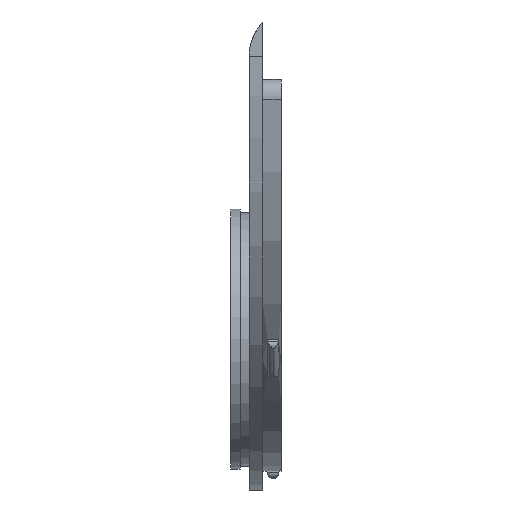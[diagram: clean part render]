
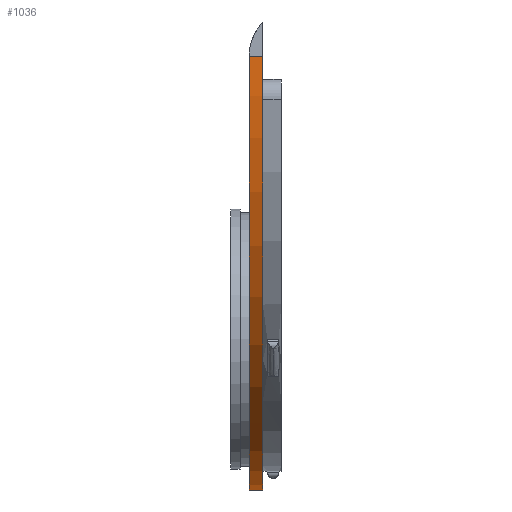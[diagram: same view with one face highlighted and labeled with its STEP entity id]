
A CAD part, left-side view. The second image highlights one B-rep face of the part: STEP entity #1036.
In plain terms, the highlighted free-form (B-spline) face has degree [3, 1] with [4, 2] control points.
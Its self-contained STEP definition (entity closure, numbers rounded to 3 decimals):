
#95 = CARTESIAN_POINT ( 'NONE',  ( -83., 3., -85.65 ) ) ;
#114 = CARTESIAN_POINT ( 'NONE',  ( 0., 3., -125. ) ) ;
#121 =( BOUNDED_SURFACE ( )  B_SPLINE_SURFACE ( 3, 1, ( 
 ( #2638, #1703 ),
 ( #1975, #398 ),
 ( #1468, #2740 ),
 ( #1083, #1640 ) ),
 .UNSPECIFIED., .F., .F., .F. ) 
 B_SPLINE_SURFACE_WITH_KNOTS ( ( 4, 4 ),
 ( 2, 2 ),
 ( 0., 1. ),
 ( 0., 1. ),
 .UNSPECIFIED. ) 
 GEOMETRIC_REPRESENTATION_ITEM ( )  RATIONAL_B_SPLINE_SURFACE ( (
 ( 1., 1.),
 ( 0.805, 0.805),
 ( 0.805, 0.805),
 ( 1., 1.) ) ) 
 REPRESENTATION_ITEM ( '' )  SURFACE ( )  );
#199 = VERTEX_POINT ( 'NONE', #114 ) ;
#398 = CARTESIAN_POINT ( 'NONE',  ( -48.62, 0., -125. ) ) ;
#521 = CARTESIAN_POINT ( 'NONE',  ( -83., 0., -30. ) ) ;
#651 = EDGE_LOOP ( 'NONE', ( #2293, #1266, #1928, #3390 ) ) ;
#715 = CARTESIAN_POINT ( 'NONE',  ( 0., 3., -125. ) ) ;
#1011 = CARTESIAN_POINT ( 'NONE',  ( -83., 0., -85.65 ) ) ;
#1036 = ADVANCED_FACE ( 'NONE', ( #3230 ), #121, .F. ) ;
#1061 = VERTEX_POINT ( 'NONE', #3874 ) ;
#1083 = CARTESIAN_POINT ( 'NONE',  ( -83., 3., -30. ) ) ;
#1153 =( BOUNDED_CURVE ( )  B_SPLINE_CURVE ( 3, ( #2909, #3217, #1011, #2542 ),
 .UNSPECIFIED., .F., .F. ) 
 B_SPLINE_CURVE_WITH_KNOTS ( ( 4, 4 ),
 ( 0., 1.571 ),
 .UNSPECIFIED. ) 
 CURVE ( )  GEOMETRIC_REPRESENTATION_ITEM ( )  RATIONAL_B_SPLINE_CURVE ( ( 1., 0.805, 0.805, 1. ) ) 
 REPRESENTATION_ITEM ( '' )  );
#1258 = EDGE_CURVE ( 'NONE', #1061, #3002, #1153, .T. ) ;
#1266 = ORIENTED_EDGE ( 'NONE', *, *, #3123, .T. ) ;
#1292 = DIRECTION ( 'NONE',  ( 0., -1., 0. ) ) ;
#1353 = CARTESIAN_POINT ( 'NONE',  ( -83., 3., -30. ) ) ;
#1468 = CARTESIAN_POINT ( 'NONE',  ( -83., 3., -85.65 ) ) ;
#1640 = CARTESIAN_POINT ( 'NONE',  ( -83., 0., -30. ) ) ;
#1703 = CARTESIAN_POINT ( 'NONE',  ( 0., 0., -125. ) ) ;
#1708 = CARTESIAN_POINT ( 'NONE',  ( -48.62, 3., -125. ) ) ;
#1793 = EDGE_CURVE ( 'NONE', #199, #3422, #1813, .T. ) ;
#1813 =( BOUNDED_CURVE ( )  B_SPLINE_CURVE ( 3, ( #715, #1708, #95, #1353 ),
 .UNSPECIFIED., .F., .F. ) 
 B_SPLINE_CURVE_WITH_KNOTS ( ( 4, 4 ),
 ( 0., 1.571 ),
 .UNSPECIFIED. ) 
 CURVE ( )  GEOMETRIC_REPRESENTATION_ITEM ( )  RATIONAL_B_SPLINE_CURVE ( ( 1., 0.805, 0.805, 1. ) ) 
 REPRESENTATION_ITEM ( '' )  );
#1928 = ORIENTED_EDGE ( 'NONE', *, *, #1258, .T. ) ;
#1975 = CARTESIAN_POINT ( 'NONE',  ( -48.62, 3., -125. ) ) ;
#2005 = CARTESIAN_POINT ( 'NONE',  ( -83., 3., -30. ) ) ;
#2293 = ORIENTED_EDGE ( 'NONE', *, *, #1793, .F. ) ;
#2468 = CARTESIAN_POINT ( 'NONE',  ( 0., 3., -125. ) ) ;
#2487 = DIRECTION ( 'NONE',  ( 0., -1., 0. ) ) ;
#2537 = LINE ( 'NONE', #3195, #2969 ) ;
#2542 = CARTESIAN_POINT ( 'NONE',  ( -83., 0., -30. ) ) ;
#2638 = CARTESIAN_POINT ( 'NONE',  ( 0., 3., -125. ) ) ;
#2740 = CARTESIAN_POINT ( 'NONE',  ( -83., 0., -85.65 ) ) ;
#2776 = VECTOR ( 'NONE', #2487, 1000. ) ;
#2909 = CARTESIAN_POINT ( 'NONE',  ( 0., 0., -125. ) ) ;
#2969 = VECTOR ( 'NONE', #1292, 1000. ) ;
#3002 = VERTEX_POINT ( 'NONE', #521 ) ;
#3123 = EDGE_CURVE ( 'NONE', #199, #1061, #3684, .T. ) ;
#3195 = CARTESIAN_POINT ( 'NONE',  ( -83., 3., -30. ) ) ;
#3217 = CARTESIAN_POINT ( 'NONE',  ( -48.62, 0., -125. ) ) ;
#3230 = FACE_OUTER_BOUND ( 'NONE', #651, .T. ) ;
#3390 = ORIENTED_EDGE ( 'NONE', *, *, #3732, .F. ) ;
#3422 = VERTEX_POINT ( 'NONE', #2005 ) ;
#3684 = LINE ( 'NONE', #2468, #2776 ) ;
#3732 = EDGE_CURVE ( 'NONE', #3422, #3002, #2537, .T. ) ;
#3874 = CARTESIAN_POINT ( 'NONE',  ( 0., 0., -125. ) ) ;
